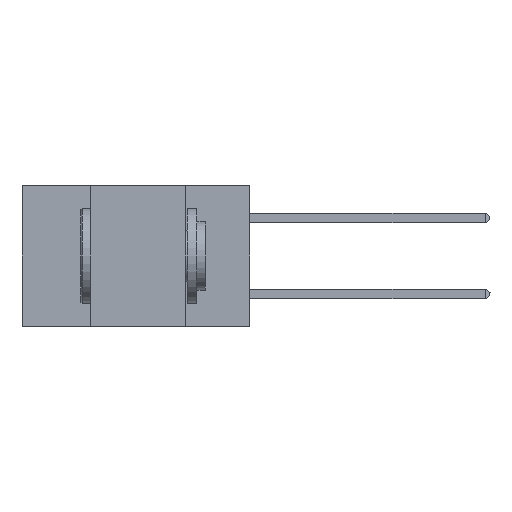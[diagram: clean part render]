
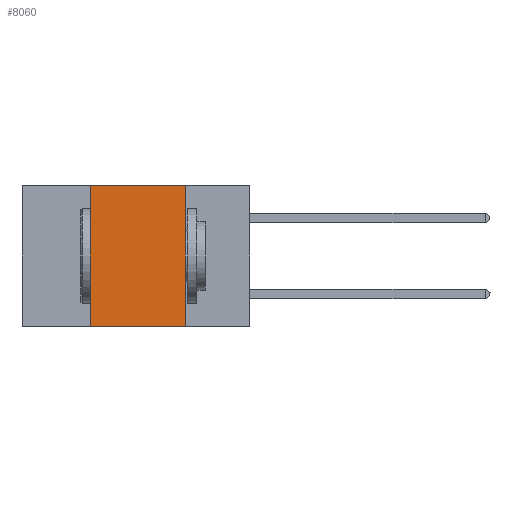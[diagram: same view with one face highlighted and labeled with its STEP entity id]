
A CAD part, left-side view. The second image highlights one B-rep face of the part: STEP entity #8060.
In plain terms, the highlighted planar face has unit normal (-1, 0, 0).
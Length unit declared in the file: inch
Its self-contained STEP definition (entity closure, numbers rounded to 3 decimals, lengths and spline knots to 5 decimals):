
#247 = CARTESIAN_POINT ( 'NONE',  ( 0., 0.17, 0. ) ) ;
#1165 = FACE_OUTER_BOUND ( 'NONE', #22687, .T. ) ;
#2119 = LINE ( 'NONE', #20596, #11866 ) ;
#2248 = VERTEX_POINT ( 'NONE', #11769 ) ;
#2880 = ORIENTED_EDGE ( 'NONE', *, *, #16517, .F. ) ;
#3162 = PLANE ( 'NONE',  #15544 ) ;
#3460 = VERTEX_POINT ( 'NONE', #14014 ) ;
#3521 = CARTESIAN_POINT ( 'NONE',  ( 0., 0.42, 0. ) ) ;
#3590 = EDGE_CURVE ( 'NONE', #11499, #3460, #23837, .T. ) ;
#4940 = ORIENTED_EDGE ( 'NONE', *, *, #21410, .T. ) ;
#6153 = DIRECTION ( 'NONE',  ( 0., 0., -1. ) ) ;
#6390 = VERTEX_POINT ( 'NONE', #11137 ) ;
#6832 = ORIENTED_EDGE ( 'NONE', *, *, #3590, .F. ) ;
#7171 = DIRECTION ( 'NONE',  ( 0., 0., -1. ) ) ;
#7513 = LINE ( 'NONE', #16704, #17916 ) ;
#8060 = ADVANCED_FACE ( 'NONE', ( #1165 ), #3162, .F. ) ;
#8600 = CARTESIAN_POINT ( 'NONE',  ( 0., 0.17, 0. ) ) ;
#8851 = ORIENTED_EDGE ( 'NONE', *, *, #14836, .F. ) ;
#10782 = DIRECTION ( 'NONE',  ( 0., -1., 0. ) ) ;
#11137 = CARTESIAN_POINT ( 'NONE',  ( 0., 0.42, -0.37 ) ) ;
#11499 = VERTEX_POINT ( 'NONE', #8600 ) ;
#11769 = CARTESIAN_POINT ( 'NONE',  ( 0., 0.42, 0. ) ) ;
#11866 = VECTOR ( 'NONE', #14468, 39.37008 ) ;
#14014 = CARTESIAN_POINT ( 'NONE',  ( 0., 0.17, -0.37 ) ) ;
#14468 = DIRECTION ( 'NONE',  ( 0., -1., 0. ) ) ;
#14836 = EDGE_CURVE ( 'NONE', #6390, #2248, #17948, .T. ) ;
#15544 = AXIS2_PLACEMENT_3D ( 'NONE', #17089, #19248, #7171 ) ;
#16517 = EDGE_CURVE ( 'NONE', #2248, #11499, #2119, .T. ) ;
#16704 = CARTESIAN_POINT ( 'NONE',  ( 0., 0.6, -0.37 ) ) ;
#17089 = CARTESIAN_POINT ( 'NONE',  ( 0., 0.6, 0. ) ) ;
#17916 = VECTOR ( 'NONE', #10782, 39.37008 ) ;
#17948 = LINE ( 'NONE', #3521, #21700 ) ;
#19248 = DIRECTION ( 'NONE',  ( 1., 0., 0. ) ) ;
#20302 = VECTOR ( 'NONE', #6153, 39.37008 ) ;
#20596 = CARTESIAN_POINT ( 'NONE',  ( 0., 0.6, 0. ) ) ;
#21410 = EDGE_CURVE ( 'NONE', #6390, #3460, #7513, .T. ) ;
#21700 = VECTOR ( 'NONE', #24052, 39.37008 ) ;
#22687 = EDGE_LOOP ( 'NONE', ( #6832, #2880, #8851, #4940 ) ) ;
#23837 = LINE ( 'NONE', #247, #20302 ) ;
#24052 = DIRECTION ( 'NONE',  ( 0., 0., 1. ) ) ;
